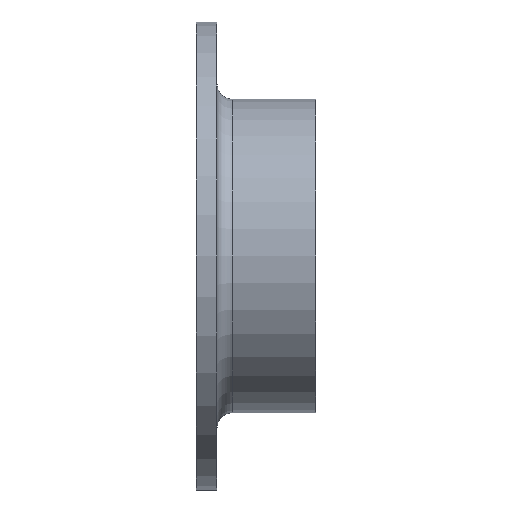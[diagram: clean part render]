
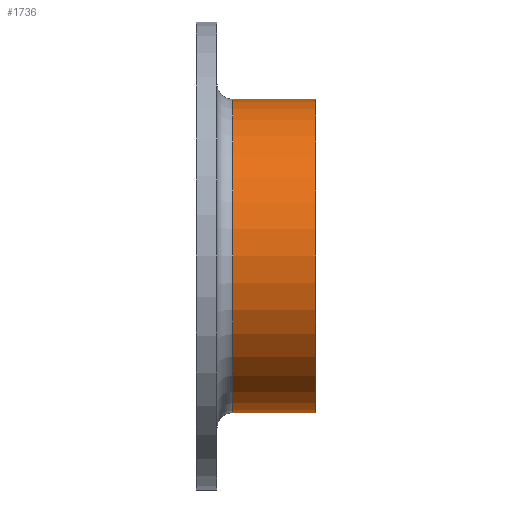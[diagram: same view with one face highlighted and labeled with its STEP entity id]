
A CAD part, front view. The second image highlights one B-rep face of the part: STEP entity #1736.
In plain terms, the highlighted cylindrical face has radius 30.15 mm (diameter 60.3 mm), a full revolution.
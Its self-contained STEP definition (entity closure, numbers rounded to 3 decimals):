
#452 = AXIS2_PLACEMENT_3D ( 'NONE', #9927, #13511, #8728 ) ;
#1064 = DIRECTION ( 'NONE',  ( 0., 0., 1. ) ) ;
#1347 = ORIENTED_EDGE ( 'NONE', *, *, #7044, .T. ) ;
#1736 = ADVANCED_FACE ( 'NONE', ( #15562, #7041 ), #8433, .T. ) ;
#2278 = EDGE_LOOP ( 'NONE', ( #6365 ) ) ;
#3712 = DIRECTION ( 'NONE',  ( -1., 0., 0. ) ) ;
#5847 = VERTEX_POINT ( 'NONE', #8385 ) ;
#6365 = ORIENTED_EDGE ( 'NONE', *, *, #7436, .T. ) ;
#7041 = FACE_OUTER_BOUND ( 'NONE', #13092, .T. ) ;
#7044 = EDGE_CURVE ( 'NONE', #10650, #10650, #9607, .T. ) ;
#7436 = EDGE_CURVE ( 'NONE', #5847, #5847, #14738, .T. ) ;
#8385 = CARTESIAN_POINT ( 'NONE',  ( 7., 0., 30.15 ) ) ;
#8433 = CYLINDRICAL_SURFACE ( 'NONE', #13362, 30.15 ) ;
#8728 = DIRECTION ( 'NONE',  ( 0., 0., 1. ) ) ;
#9083 = AXIS2_PLACEMENT_3D ( 'NONE', #9974, #3712, #1064 ) ;
#9607 = CIRCLE ( 'NONE', #9083, 30.15 ) ;
#9927 = CARTESIAN_POINT ( 'NONE',  ( 7., 0., 0. ) ) ;
#9974 = CARTESIAN_POINT ( 'NONE',  ( 23., 0., 0. ) ) ;
#10650 = VERTEX_POINT ( 'NONE', #13243 ) ;
#12159 = DIRECTION ( 'NONE',  ( 0., 0., 1. ) ) ;
#13092 = EDGE_LOOP ( 'NONE', ( #1347 ) ) ;
#13243 = CARTESIAN_POINT ( 'NONE',  ( 23., 0., 30.15 ) ) ;
#13362 = AXIS2_PLACEMENT_3D ( 'NONE', #14267, #15646, #12159 ) ;
#13511 = DIRECTION ( 'NONE',  ( 1., 0., 0. ) ) ;
#14267 = CARTESIAN_POINT ( 'NONE',  ( 0., 0., 0. ) ) ;
#14738 = CIRCLE ( 'NONE', #452, 30.15 ) ;
#15562 = FACE_OUTER_BOUND ( 'NONE', #2278, .T. ) ;
#15646 = DIRECTION ( 'NONE',  ( -1., 0., 0. ) ) ;
